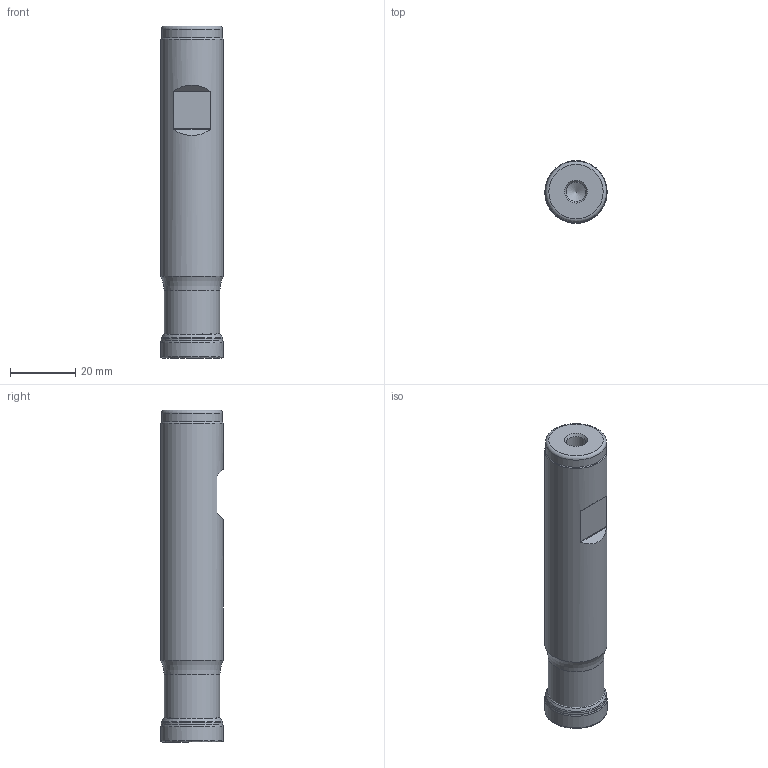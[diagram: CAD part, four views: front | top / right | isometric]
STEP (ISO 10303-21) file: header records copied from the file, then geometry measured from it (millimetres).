
FILE_DESCRIPTION(/* description */ (''),/* implementation_level */ '2;1');
FILE_NAME(/* name */ '17001166.stp',/* time_stamp */ '2024-04-15T09:36:32+09:00',/* author */ (''),/* organization */ (''),/* preprocessor_version */ 'ST-DEVELOPER v16',/* originating_system */ 'SIEMENS PLM Software NX 10.0',/* authorisation */ '');
FILE_SCHEMA (('AP203_CONFIGURATION_CONTROLLED_3D_DESIGN_OF_MECHANICAL_PARTS_AND_ASSEMBLIES_MIM_LF { 1 0 10303 403 2 1 2}'));
Length unit declared in the file: millimetre
Products named in the file (1): 102255F02B59yk8c
Bounding box: 19.05 x 19.05 x 101.6 mm (x, y, z)
Volume: 25020.1 mm3; surface area: 8902.5 mm2
Topology: 1 solids, 2 shells, 48 faces, 146 edges, 122 vertices
Faces by surface type: revolution 21, cone 7, cylinder 7, torus 7, plane 6
Full cylindrical faces by diameter (mm): 1.5 x1, 6 x1, 17.05 x1, 18.65 x1, 19.05 x1
Entity records: 1514 total; most frequent: CARTESIAN_POINT 539, DIRECTION 177, ORIENTED_EDGE 108, EDGE_LOOP 90, FACE_BOUND 87, AXIS2_PLACEMENT_3D 72, EDGE_CURVE 54, VERTEX_POINT 52
